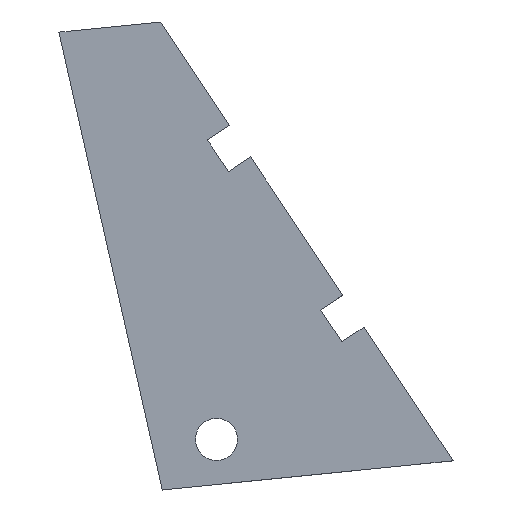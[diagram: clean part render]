
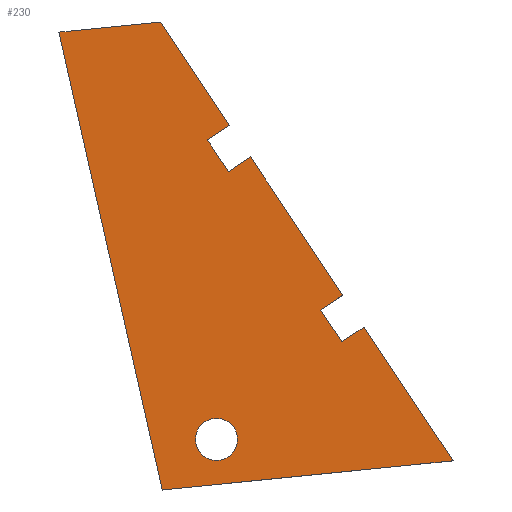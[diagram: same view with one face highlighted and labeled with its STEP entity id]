
A CAD part, top view. The second image highlights one B-rep face of the part: STEP entity #230.
In plain terms, the highlighted planar face has unit normal (0, 0, 1).
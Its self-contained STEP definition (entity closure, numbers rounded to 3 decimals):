
#6 = CARTESIAN_POINT ( 'NONE',  ( 26.235, -24.937, 6. ) ) ;
#12 = LINE ( 'NONE', #270, #451 ) ;
#13 = VECTOR ( 'NONE', #189, 1000. ) ;
#16 = DIRECTION ( 'NONE',  ( 1., 0., 0. ) ) ;
#17 = ORIENTED_EDGE ( 'NONE', *, *, #70, .T. ) ;
#25 = DIRECTION ( 'NONE',  ( -0.995, -0.1, 0. ) ) ;
#42 = ORIENTED_EDGE ( 'NONE', *, *, #316, .T. ) ;
#46 = EDGE_CURVE ( 'NONE', #125, #185, #382, .T. ) ;
#53 = DIRECTION ( 'NONE',  ( -0.554, 0.832, 0. ) ) ;
#55 = DIRECTION ( 'NONE',  ( 0., 0., 1. ) ) ;
#56 = ORIENTED_EDGE ( 'NONE', *, *, #501, .T. ) ;
#59 = EDGE_CURVE ( 'NONE', #190, #521, #284, .T. ) ;
#60 = EDGE_LOOP ( 'NONE', ( #396, #66 ) ) ;
#64 = VECTOR ( 'NONE', #499, 1000. ) ;
#65 = DIRECTION ( 'NONE',  ( 0., 0., 1. ) ) ;
#66 = ORIENTED_EDGE ( 'NONE', *, *, #135, .F. ) ;
#70 = EDGE_CURVE ( 'NONE', #399, #196, #12, .T. ) ;
#72 = VERTEX_POINT ( 'NONE', #426 ) ;
#88 = EDGE_CURVE ( 'NONE', #237, #91, #261, .T. ) ;
#91 = VERTEX_POINT ( 'NONE', #130 ) ;
#100 = VECTOR ( 'NONE', #250, 1000. ) ;
#102 = DIRECTION ( 'NONE',  ( 1., 0., 0. ) ) ;
#103 = ORIENTED_EDGE ( 'NONE', *, *, #289, .T. ) ;
#106 = CARTESIAN_POINT ( 'NONE',  ( 17.776, 38.397, 6. ) ) ;
#108 = FACE_BOUND ( 'NONE', #60, .T. ) ;
#111 = VECTOR ( 'NONE', #180, 1000. ) ;
#113 = ORIENTED_EDGE ( 'NONE', *, *, #248, .T. ) ;
#115 = LINE ( 'NONE', #479, #394 ) ;
#125 = VERTEX_POINT ( 'NONE', #305 ) ;
#127 = DIRECTION ( 'NONE',  ( 0.995, 0.1, 0. ) ) ;
#129 = CARTESIAN_POINT ( 'NONE',  ( 62.135, -28.19, 6. ) ) ;
#130 = CARTESIAN_POINT ( 'NONE',  ( 28.198, 22.751, 6. ) ) ;
#133 = VERTEX_POINT ( 'NONE', #357 ) ;
#135 = EDGE_CURVE ( 'NONE', #521, #190, #219, .T. ) ;
#136 = DIRECTION ( 'NONE',  ( 1., 0., 0. ) ) ;
#141 = ORIENTED_EDGE ( 'NONE', *, *, #88, .T. ) ;
#152 = AXIS2_PLACEMENT_3D ( 'NONE', #6, #506, #136 ) ;
#163 = VECTOR ( 'NONE', #428, 1000. ) ;
#168 = ORIENTED_EDGE ( 'NONE', *, *, #517, .T. ) ;
#170 = LINE ( 'NONE', #464, #111 ) ;
#171 = FACE_OUTER_BOUND ( 'NONE', #325, .T. ) ;
#178 = LINE ( 'NONE', #267, #404 ) ;
#179 = CARTESIAN_POINT ( 'NONE',  ( 62.135, -28.19, 6. ) ) ;
#180 = DIRECTION ( 'NONE',  ( -0.554, 0.832, 0. ) ) ;
#181 = CARTESIAN_POINT ( 'NONE',  ( 26.235, -24.937, 6. ) ) ;
#185 = VERTEX_POINT ( 'NONE', #179 ) ;
#186 = LINE ( 'NONE', #277, #13 ) ;
#187 = EDGE_CURVE ( 'NONE', #196, #237, #510, .T. ) ;
#189 = DIRECTION ( 'NONE',  ( -0.554, 0.832, 0. ) ) ;
#190 = VERTEX_POINT ( 'NONE', #225 ) ;
#194 = EDGE_CURVE ( 'NONE', #232, #133, #384, .T. ) ;
#196 = VERTEX_POINT ( 'NONE', #509 ) ;
#198 = LINE ( 'NONE', #368, #100 ) ;
#219 = CIRCLE ( 'NONE', #460, 3.2 ) ;
#225 = CARTESIAN_POINT ( 'NONE',  ( 23.035, -24.937, 6. ) ) ;
#230 = ADVANCED_FACE ( 'NONE', ( #171, #108 ), #436, .T. ) ;
#232 = VERTEX_POINT ( 'NONE', #523 ) ;
#235 = CARTESIAN_POINT ( 'NONE',  ( 29.435, -24.937, 6. ) ) ;
#237 = VERTEX_POINT ( 'NONE', #358 ) ;
#245 = ORIENTED_EDGE ( 'NONE', *, *, #194, .T. ) ;
#246 = VECTOR ( 'NONE', #25, 1000. ) ;
#248 = EDGE_CURVE ( 'NONE', #441, #399, #186, .T. ) ;
#250 = DIRECTION ( 'NONE',  ( 0.22, -0.975, 0. ) ) ;
#255 = AXIS2_PLACEMENT_3D ( 'NONE', #473, #65, #102 ) ;
#259 = DIRECTION ( 'NONE',  ( 0.832, 0.554, 0. ) ) ;
#261 = LINE ( 'NONE', #390, #64 ) ;
#262 = ORIENTED_EDGE ( 'NONE', *, *, #349, .T. ) ;
#264 = VECTOR ( 'NONE', #356, 1000. ) ;
#267 = CARTESIAN_POINT ( 'NONE',  ( 42.046, -5.319, 6. ) ) ;
#270 = CARTESIAN_POINT ( 'NONE',  ( 31.417, 17.92, 6. ) ) ;
#277 = CARTESIAN_POINT ( 'NONE',  ( 45.407, -3.079, 6. ) ) ;
#284 = CIRCLE ( 'NONE', #152, 3.2 ) ;
#289 = EDGE_CURVE ( 'NONE', #72, #483, #319, .T. ) ;
#305 = CARTESIAN_POINT ( 'NONE',  ( 17.997, -32.614, 6. ) ) ;
#316 = EDGE_CURVE ( 'NONE', #133, #405, #115, .T. ) ;
#319 = LINE ( 'NONE', #106, #246 ) ;
#325 = EDGE_LOOP ( 'NONE', ( #141, #411, #103, #262, #488, #56, #245, #42, #168, #113, #17, #434 ) ) ;
#345 = CARTESIAN_POINT ( 'NONE',  ( 17.997, -32.614, 6. ) ) ;
#349 = EDGE_CURVE ( 'NONE', #483, #125, #198, .T. ) ;
#352 = CARTESIAN_POINT ( 'NONE',  ( 2.328, 36.848, 6. ) ) ;
#353 = DIRECTION ( 'NONE',  ( -0.832, -0.554, 0. ) ) ;
#356 = DIRECTION ( 'NONE',  ( -0.832, -0.554, 0. ) ) ;
#357 = CARTESIAN_POINT ( 'NONE',  ( 45.265, -10.15, 6. ) ) ;
#358 = CARTESIAN_POINT ( 'NONE',  ( 24.837, 20.512, 6. ) ) ;
#368 = CARTESIAN_POINT ( 'NONE',  ( 2.328, 36.848, 6. ) ) ;
#382 = LINE ( 'NONE', #345, #524 ) ;
#384 = LINE ( 'NONE', #393, #264 ) ;
#390 = CARTESIAN_POINT ( 'NONE',  ( 24.837, 20.512, 6. ) ) ;
#392 = LINE ( 'NONE', #129, #163 ) ;
#393 = CARTESIAN_POINT ( 'NONE',  ( 48.626, -7.911, 6. ) ) ;
#394 = VECTOR ( 'NONE', #397, 1000. ) ;
#396 = ORIENTED_EDGE ( 'NONE', *, *, #59, .F. ) ;
#397 = DIRECTION ( 'NONE',  ( -0.554, 0.832, 0. ) ) ;
#399 = VERTEX_POINT ( 'NONE', #455 ) ;
#404 = VECTOR ( 'NONE', #259, 1000. ) ;
#405 = VERTEX_POINT ( 'NONE', #449 ) ;
#411 = ORIENTED_EDGE ( 'NONE', *, *, #486, .T. ) ;
#426 = CARTESIAN_POINT ( 'NONE',  ( 17.776, 38.397, 6. ) ) ;
#428 = DIRECTION ( 'NONE',  ( -0.554, 0.832, 0. ) ) ;
#431 = CARTESIAN_POINT ( 'NONE',  ( 28.056, 15.68, 6. ) ) ;
#434 = ORIENTED_EDGE ( 'NONE', *, *, #187, .T. ) ;
#436 = PLANE ( 'NONE',  #255 ) ;
#441 = VERTEX_POINT ( 'NONE', #452 ) ;
#449 = CARTESIAN_POINT ( 'NONE',  ( 42.046, -5.319, 6. ) ) ;
#451 = VECTOR ( 'NONE', #353, 1000. ) ;
#452 = CARTESIAN_POINT ( 'NONE',  ( 45.407, -3.079, 6. ) ) ;
#455 = CARTESIAN_POINT ( 'NONE',  ( 31.417, 17.92, 6. ) ) ;
#460 = AXIS2_PLACEMENT_3D ( 'NONE', #181, #55, #16 ) ;
#464 = CARTESIAN_POINT ( 'NONE',  ( 28.198, 22.751, 6. ) ) ;
#467 = VECTOR ( 'NONE', #53, 1000. ) ;
#473 = CARTESIAN_POINT ( 'NONE',  ( 0., 0., 6. ) ) ;
#479 = CARTESIAN_POINT ( 'NONE',  ( 45.265, -10.15, 6. ) ) ;
#483 = VERTEX_POINT ( 'NONE', #352 ) ;
#486 = EDGE_CURVE ( 'NONE', #91, #72, #170, .T. ) ;
#488 = ORIENTED_EDGE ( 'NONE', *, *, #46, .T. ) ;
#499 = DIRECTION ( 'NONE',  ( 0.832, 0.554, 0. ) ) ;
#501 = EDGE_CURVE ( 'NONE', #185, #232, #392, .T. ) ;
#506 = DIRECTION ( 'NONE',  ( 0., 0., 1. ) ) ;
#509 = CARTESIAN_POINT ( 'NONE',  ( 28.056, 15.68, 6. ) ) ;
#510 = LINE ( 'NONE', #431, #467 ) ;
#517 = EDGE_CURVE ( 'NONE', #405, #441, #178, .T. ) ;
#521 = VERTEX_POINT ( 'NONE', #235 ) ;
#523 = CARTESIAN_POINT ( 'NONE',  ( 48.626, -7.911, 6. ) ) ;
#524 = VECTOR ( 'NONE', #127, 1000. ) ;
